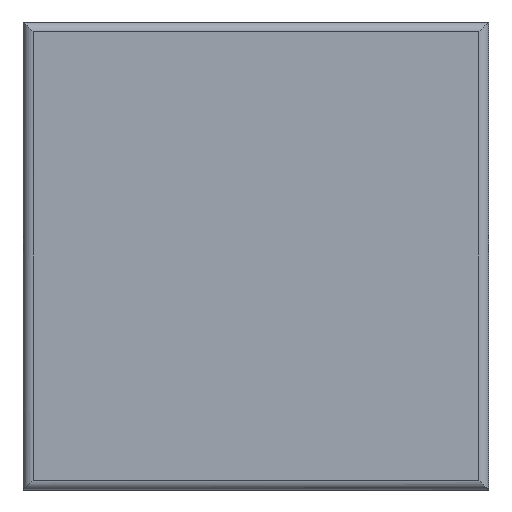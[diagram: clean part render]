
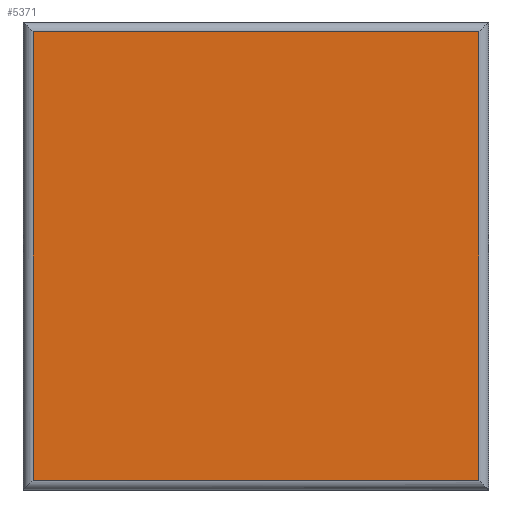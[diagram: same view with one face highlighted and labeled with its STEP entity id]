
A CAD part, front view. The second image highlights one B-rep face of the part: STEP entity #5371.
In plain terms, the highlighted planar face has unit normal (0, -1, 0).
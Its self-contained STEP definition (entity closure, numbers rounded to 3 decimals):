
#151=PLANE('',#5754);
#272=FACE_OUTER_BOUND('',#580,.T.);
#580=EDGE_LOOP('',(#3790,#3791,#3792,#3793));
#954=LINE('',#8263,#1404);
#955=LINE('',#8267,#1405);
#958=LINE('',#8275,#1408);
#960=LINE('',#8279,#1410);
#1404=VECTOR('',#6482,10.);
#1405=VECTOR('',#6487,10.);
#1408=VECTOR('',#6494,10.);
#1410=VECTOR('',#6500,10.);
#2222=VERTEX_POINT('',#8260);
#2223=VERTEX_POINT('',#8262);
#2224=VERTEX_POINT('',#8266);
#2227=VERTEX_POINT('',#8274);
#2841=EDGE_CURVE('',#2222,#2223,#954,.T.);
#2843=EDGE_CURVE('',#2223,#2224,#955,.T.);
#2847=EDGE_CURVE('',#2224,#2227,#958,.T.);
#2850=EDGE_CURVE('',#2227,#2222,#960,.T.);
#3790=ORIENTED_EDGE('',*,*,#2841,.F.);
#3791=ORIENTED_EDGE('',*,*,#2850,.F.);
#3792=ORIENTED_EDGE('',*,*,#2847,.F.);
#3793=ORIENTED_EDGE('',*,*,#2843,.F.);
#5371=ADVANCED_FACE('',(#272),#151,.F.);
#5754=AXIS2_PLACEMENT_3D('',#8396,#6601,#6602);
#6482=DIRECTION('',(0.,0.,1.));
#6487=DIRECTION('',(1.,0.,0.));
#6494=DIRECTION('',(0.,0.,-1.));
#6500=DIRECTION('',(-1.,0.,0.));
#6601=DIRECTION('center_axis',(0.,1.,0.));
#6602=DIRECTION('ref_axis',(0.,0.,1.));
#8260=CARTESIAN_POINT('',(-92.4,0.,-92.88));
#8262=CARTESIAN_POINT('',(-92.4,0.,-2.));
#8263=CARTESIAN_POINT('',(-92.4,0.,-71.16));
#8266=CARTESIAN_POINT('',(-2.,0.,-2.));
#8267=CARTESIAN_POINT('',(-70.8,0.,-2.));
#8274=CARTESIAN_POINT('',(-2.,0.,-92.88));
#8275=CARTESIAN_POINT('',(-2.,0.,-23.72));
#8279=CARTESIAN_POINT('',(-23.6,0.,-92.88));
#8396=CARTESIAN_POINT('Origin',(-47.2,0.,-47.44));
